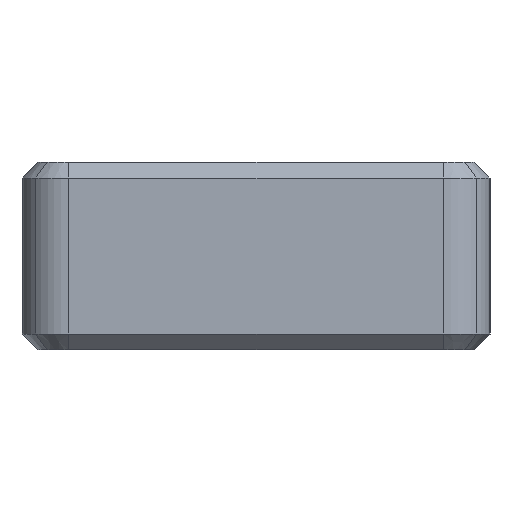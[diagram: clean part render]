
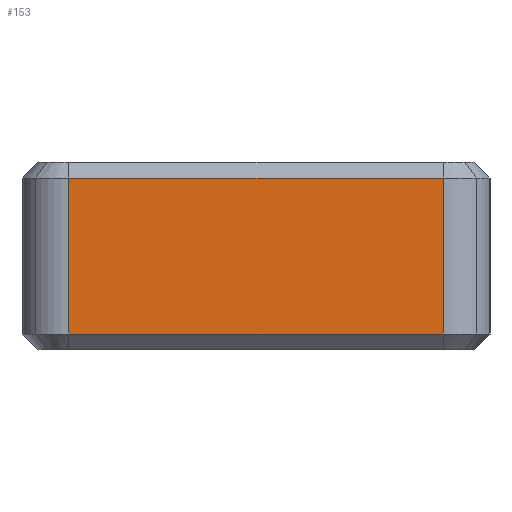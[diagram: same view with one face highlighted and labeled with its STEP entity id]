
A CAD part, left-side view. The second image highlights one B-rep face of the part: STEP entity #153.
In plain terms, the highlighted planar face has unit normal (-1, 0, 0).
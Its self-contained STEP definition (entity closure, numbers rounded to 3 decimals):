
#153=ADVANCED_FACE('',(#359),#360,.T.);
#359=FACE_OUTER_BOUND('',#616,.T.);
#360=PLANE('',#617);
#616=EDGE_LOOP('',(#1000,#1001,#1002,#1003));
#617=AXIS2_PLACEMENT_3D('',#1004,#1005,#1006);
#1000=ORIENTED_EDGE('',*,*,#1604,.F.);
#1001=ORIENTED_EDGE('',*,*,#1605,.F.);
#1002=ORIENTED_EDGE('',*,*,#1606,.F.);
#1003=ORIENTED_EDGE('',*,*,#1607,.F.);
#1004=CARTESIAN_POINT('',(0.0,0.0,12.0));
#1005=DIRECTION('',(-1.0,0.0,0.0));
#1006=DIRECTION('',(0.0,-0.0,1.0));
#1604=EDGE_CURVE('',#1951,#1952,#1953,.T.);
#1605=EDGE_CURVE('',#1954,#1951,#1955,.T.);
#1606=EDGE_CURVE('',#1796,#1954,#1956,.T.);
#1607=EDGE_CURVE('',#1952,#1796,#1957,.T.);
#1796=VERTEX_POINT('',#2179);
#1951=VERTEX_POINT('',#2370);
#1952=VERTEX_POINT('',#2371);
#1953=LINE('',#2372,#2373);
#1954=VERTEX_POINT('',#2374);
#1955=LINE('',#2375,#2376);
#1956=LINE('',#2377,#2378);
#1957=LINE('',#2379,#2380);
#2179=CARTESIAN_POINT('',(0.0,27.0,11.0));
#2370=CARTESIAN_POINT('',(0.0,3.0,1.0));
#2371=CARTESIAN_POINT('',(0.0,27.0,1.0));
#2372=CARTESIAN_POINT('',(0.0,15.0,1.0));
#2373=VECTOR('',#2778,1.0);
#2374=CARTESIAN_POINT('',(0.0,3.0,11.0));
#2375=CARTESIAN_POINT('',(0.0,3.0,12.0));
#2376=VECTOR('',#2779,1.0);
#2377=CARTESIAN_POINT('',(0.0,0.0,11.0));
#2378=VECTOR('',#2780,1.0);
#2379=CARTESIAN_POINT('',(0.0,27.0,12.0));
#2380=VECTOR('',#2781,1.0);
#2778=DIRECTION('',(0.0,1.0,0.0));
#2779=DIRECTION('',(0.0,-0.0,-1.0));
#2780=DIRECTION('',(-0.0,-1.0,0.0));
#2781=DIRECTION('',(0.0,-0.0,1.0));
